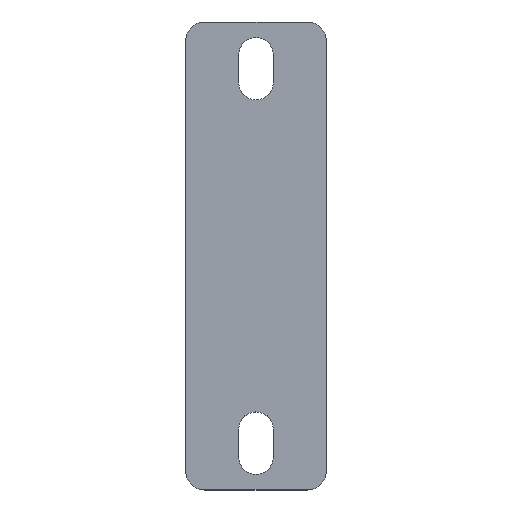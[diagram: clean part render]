
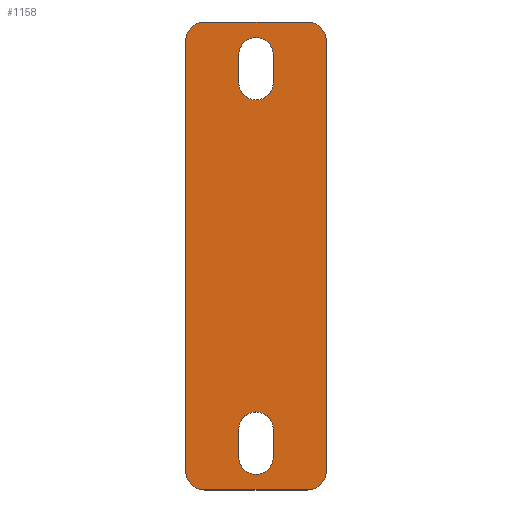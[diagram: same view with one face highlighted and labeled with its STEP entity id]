
A CAD part, top view. The second image highlights one B-rep face of the part: STEP entity #1158.
In plain terms, the highlighted planar face has unit normal (0, 0, 1).
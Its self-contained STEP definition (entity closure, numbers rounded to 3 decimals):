
#15 = FACE_BOUND ( 'NONE', #1439, .T. ) ;
#25 = VERTEX_POINT ( 'NONE', #1279 ) ;
#51 = LINE ( 'NONE', #136, #149 ) ;
#120 = DIRECTION ( 'NONE',  ( 0., 0., 1. ) ) ;
#136 = CARTESIAN_POINT ( 'NONE',  ( -22.5, 75., 4. ) ) ;
#149 = VECTOR ( 'NONE', #2798, 1000. ) ;
#152 = CARTESIAN_POINT ( 'NONE',  ( -16.5, -69., 4. ) ) ;
#158 = CARTESIAN_POINT ( 'NONE',  ( 5.5, -64.5, 4. ) ) ;
#165 = CARTESIAN_POINT ( 'NONE',  ( -5.5, 64.5, 4. ) ) ;
#170 = VERTEX_POINT ( 'NONE', #2368 ) ;
#214 = VERTEX_POINT ( 'NONE', #2903 ) ;
#221 = ORIENTED_EDGE ( 'NONE', *, *, #992, .F. ) ;
#253 = VERTEX_POINT ( 'NONE', #2245 ) ;
#279 = CIRCLE ( 'NONE', #2748, 6. ) ;
#299 = ORIENTED_EDGE ( 'NONE', *, *, #315, .F. ) ;
#309 = VERTEX_POINT ( 'NONE', #2028 ) ;
#315 = EDGE_CURVE ( 'NONE', #170, #1804, #2661, .T. ) ;
#335 = DIRECTION ( 'NONE',  ( 0., -1., 0. ) ) ;
#420 = DIRECTION ( 'NONE',  ( 1., 0., 0. ) ) ;
#511 = VERTEX_POINT ( 'NONE', #2495 ) ;
#513 = VERTEX_POINT ( 'NONE', #2231 ) ;
#546 = ORIENTED_EDGE ( 'NONE', *, *, #2697, .T. ) ;
#565 = CARTESIAN_POINT ( 'NONE',  ( 16.5, 69., 4. ) ) ;
#572 = EDGE_CURVE ( 'NONE', #253, #1713, #279, .T. ) ;
#638 = ORIENTED_EDGE ( 'NONE', *, *, #2564, .T. ) ;
#639 = FACE_BOUND ( 'NONE', #3212, .T. ) ;
#721 = ORIENTED_EDGE ( 'NONE', *, *, #870, .T. ) ;
#728 = VECTOR ( 'NONE', #875, 1000. ) ;
#729 = CARTESIAN_POINT ( 'NONE',  ( 22.5, -69., 4. ) ) ;
#768 = CARTESIAN_POINT ( 'NONE',  ( 0., -55.5, 4. ) ) ;
#816 = AXIS2_PLACEMENT_3D ( 'NONE', #3202, #1072, #2948 ) ;
#824 = DIRECTION ( 'NONE',  ( 1., 0., 0. ) ) ;
#850 = CARTESIAN_POINT ( 'NONE',  ( 5.5, -55.5, 4. ) ) ;
#870 = EDGE_CURVE ( 'NONE', #3123, #1904, #3276, .T. ) ;
#875 = DIRECTION ( 'NONE',  ( 0., 1., 0. ) ) ;
#917 = DIRECTION ( 'NONE',  ( 0., 0., 1. ) ) ;
#938 = CARTESIAN_POINT ( 'NONE',  ( 22.5, 69., 4. ) ) ;
#939 = ORIENTED_EDGE ( 'NONE', *, *, #3330, .F. ) ;
#943 = CARTESIAN_POINT ( 'NONE',  ( -5.5, 64.5, 4. ) ) ;
#992 = EDGE_CURVE ( 'NONE', #2187, #170, #1134, .T. ) ;
#998 = CARTESIAN_POINT ( 'NONE',  ( 5.5, 64.5, 4. ) ) ;
#1010 = EDGE_CURVE ( 'NONE', #309, #25, #2474, .T. ) ;
#1011 = DIRECTION ( 'NONE',  ( 0., 0., 1. ) ) ;
#1038 = DIRECTION ( 'NONE',  ( -1., 0., 0. ) ) ;
#1046 = VECTOR ( 'NONE', #1703, 1000. ) ;
#1072 = DIRECTION ( 'NONE',  ( 0., 0., 1. ) ) ;
#1088 = ORIENTED_EDGE ( 'NONE', *, *, #2515, .F. ) ;
#1095 = CARTESIAN_POINT ( 'NONE',  ( -16.5, 75., 4. ) ) ;
#1134 = CIRCLE ( 'NONE', #3058, 5.5 ) ;
#1158 = ADVANCED_FACE ( 'NONE', ( #15, #639, #2775 ), #2672, .T. ) ;
#1206 = DIRECTION ( 'NONE',  ( -1., 0., 0. ) ) ;
#1218 = DIRECTION ( 'NONE',  ( 0., -1., 0. ) ) ;
#1267 = CIRCLE ( 'NONE', #3267, 5.5 ) ;
#1279 = CARTESIAN_POINT ( 'NONE',  ( 5.5, 55.5, 4. ) ) ;
#1286 = CARTESIAN_POINT ( 'NONE',  ( 5.5, 64.5, 4. ) ) ;
#1439 = EDGE_LOOP ( 'NONE', ( #221, #939, #1628, #299 ) ) ;
#1458 = CARTESIAN_POINT ( 'NONE',  ( 16.5, -69., 4. ) ) ;
#1463 = CARTESIAN_POINT ( 'NONE',  ( -16.5, 69., 4. ) ) ;
#1523 = EDGE_CURVE ( 'NONE', #1904, #2273, #51, .T. ) ;
#1539 = EDGE_CURVE ( 'NONE', #513, #3123, #3384, .T. ) ;
#1544 = VECTOR ( 'NONE', #3173, 1000. ) ;
#1545 = VERTEX_POINT ( 'NONE', #938 ) ;
#1628 = ORIENTED_EDGE ( 'NONE', *, *, #2015, .F. ) ;
#1675 = CARTESIAN_POINT ( 'NONE',  ( -5.5, -64.5, 4. ) ) ;
#1698 = VERTEX_POINT ( 'NONE', #998 ) ;
#1703 = DIRECTION ( 'NONE',  ( 1., 0., 0. ) ) ;
#1713 = VERTEX_POINT ( 'NONE', #729 ) ;
#1714 = CARTESIAN_POINT ( 'NONE',  ( 0., -64.5, 4. ) ) ;
#1733 = DIRECTION ( 'NONE',  ( 1., 0., 0. ) ) ;
#1741 = DIRECTION ( 'NONE',  ( 1., 0., 0. ) ) ;
#1769 = LINE ( 'NONE', #2496, #1046 ) ;
#1804 = VERTEX_POINT ( 'NONE', #850 ) ;
#1824 = CARTESIAN_POINT ( 'NONE',  ( -22.5, -69., 4. ) ) ;
#1887 = EDGE_CURVE ( 'NONE', #1713, #1545, #2155, .T. ) ;
#1892 = ORIENTED_EDGE ( 'NONE', *, *, #2088, .F. ) ;
#1904 = VERTEX_POINT ( 'NONE', #3125 ) ;
#1922 = VECTOR ( 'NONE', #335, 1000. ) ;
#1950 = AXIS2_PLACEMENT_3D ( 'NONE', #2611, #1011, #2887 ) ;
#1959 = VECTOR ( 'NONE', #2834, 1000. ) ;
#1976 = AXIS2_PLACEMENT_3D ( 'NONE', #1463, #3347, #1741 ) ;
#1984 = ORIENTED_EDGE ( 'NONE', *, *, #572, .T. ) ;
#1988 = DIRECTION ( 'NONE',  ( -1., 0., 0. ) ) ;
#1993 = CIRCLE ( 'NONE', #2560, 6. ) ;
#2006 = CARTESIAN_POINT ( 'NONE',  ( -22.5, 75., 4. ) ) ;
#2015 = EDGE_CURVE ( 'NONE', #1804, #214, #1267, .T. ) ;
#2023 = DIRECTION ( 'NONE',  ( 0., 0., 1. ) ) ;
#2028 = CARTESIAN_POINT ( 'NONE',  ( -5.5, 55.5, 4. ) ) ;
#2062 = EDGE_CURVE ( 'NONE', #2273, #511, #1993, .T. ) ;
#2088 = EDGE_CURVE ( 'NONE', #2109, #309, #3240, .T. ) ;
#2100 = LINE ( 'NONE', #1286, #1544 ) ;
#2109 = VERTEX_POINT ( 'NONE', #165 ) ;
#2129 = AXIS2_PLACEMENT_3D ( 'NONE', #565, #2438, #824 ) ;
#2147 = ORIENTED_EDGE ( 'NONE', *, *, #1523, .T. ) ;
#2155 = LINE ( 'NONE', #2223, #728 ) ;
#2187 = VERTEX_POINT ( 'NONE', #2344 ) ;
#2223 = CARTESIAN_POINT ( 'NONE',  ( 22.5, 75., 4. ) ) ;
#2231 = CARTESIAN_POINT ( 'NONE',  ( 16.5, 75., 4. ) ) ;
#2245 = CARTESIAN_POINT ( 'NONE',  ( 16.5, -75., 4. ) ) ;
#2273 = VERTEX_POINT ( 'NONE', #1824 ) ;
#2344 = CARTESIAN_POINT ( 'NONE',  ( -5.5, -64.5, 4. ) ) ;
#2368 = CARTESIAN_POINT ( 'NONE',  ( 5.5, -64.5, 4. ) ) ;
#2438 = DIRECTION ( 'NONE',  ( 0., 0., 1. ) ) ;
#2465 = EDGE_CURVE ( 'NONE', #1698, #2109, #2894, .T. ) ;
#2474 = CIRCLE ( 'NONE', #2876, 5.5 ) ;
#2495 = CARTESIAN_POINT ( 'NONE',  ( -16.5, -75., 4. ) ) ;
#2496 = CARTESIAN_POINT ( 'NONE',  ( -22.5, -75., 4. ) ) ;
#2515 = EDGE_CURVE ( 'NONE', #25, #1698, #2100, .T. ) ;
#2523 = CARTESIAN_POINT ( 'NONE',  ( 0., 55.5, 4. ) ) ;
#2537 = VECTOR ( 'NONE', #1218, 1000. ) ;
#2560 = AXIS2_PLACEMENT_3D ( 'NONE', #152, #2023, #420 ) ;
#2564 = EDGE_CURVE ( 'NONE', #1545, #513, #3366, .T. ) ;
#2611 = CARTESIAN_POINT ( 'NONE',  ( 0., 64.5, 4. ) ) ;
#2639 = DIRECTION ( 'NONE',  ( 0., 0., 1. ) ) ;
#2651 = VECTOR ( 'NONE', #1206, 1000. ) ;
#2661 = LINE ( 'NONE', #158, #1959 ) ;
#2672 = PLANE ( 'NONE',  #816 ) ;
#2678 = ORIENTED_EDGE ( 'NONE', *, *, #1887, .T. ) ;
#2697 = EDGE_CURVE ( 'NONE', #511, #253, #1769, .T. ) ;
#2748 = AXIS2_PLACEMENT_3D ( 'NONE', #1458, #3338, #1733 ) ;
#2773 = ORIENTED_EDGE ( 'NONE', *, *, #1539, .T. ) ;
#2775 = FACE_OUTER_BOUND ( 'NONE', #3221, .T. ) ;
#2796 = DIRECTION ( 'NONE',  ( 1., 0., 0. ) ) ;
#2798 = DIRECTION ( 'NONE',  ( 0., -1., 0. ) ) ;
#2834 = DIRECTION ( 'NONE',  ( 0., 1., 0. ) ) ;
#2876 = AXIS2_PLACEMENT_3D ( 'NONE', #2523, #917, #2796 ) ;
#2887 = DIRECTION ( 'NONE',  ( 1., 0., 0. ) ) ;
#2894 = CIRCLE ( 'NONE', #1950, 5.5 ) ;
#2903 = CARTESIAN_POINT ( 'NONE',  ( -5.5, -55.5, 4. ) ) ;
#2948 = DIRECTION ( 'NONE',  ( 1., 0., 0. ) ) ;
#2969 = ORIENTED_EDGE ( 'NONE', *, *, #2062, .T. ) ;
#3058 = AXIS2_PLACEMENT_3D ( 'NONE', #1714, #120, #1988 ) ;
#3123 = VERTEX_POINT ( 'NONE', #1095 ) ;
#3125 = CARTESIAN_POINT ( 'NONE',  ( -22.5, 69., 4. ) ) ;
#3153 = ORIENTED_EDGE ( 'NONE', *, *, #2465, .F. ) ;
#3173 = DIRECTION ( 'NONE',  ( 0., 1., 0. ) ) ;
#3202 = CARTESIAN_POINT ( 'NONE',  ( 0., 0., 4. ) ) ;
#3212 = EDGE_LOOP ( 'NONE', ( #3153, #1088, #3235, #1892 ) ) ;
#3221 = EDGE_LOOP ( 'NONE', ( #546, #1984, #2678, #638, #2773, #721, #2147, #2969 ) ) ;
#3235 = ORIENTED_EDGE ( 'NONE', *, *, #1010, .F. ) ;
#3240 = LINE ( 'NONE', #943, #2537 ) ;
#3262 = LINE ( 'NONE', #1675, #1922 ) ;
#3267 = AXIS2_PLACEMENT_3D ( 'NONE', #768, #2639, #1038 ) ;
#3276 = CIRCLE ( 'NONE', #1976, 6. ) ;
#3330 = EDGE_CURVE ( 'NONE', #214, #2187, #3262, .T. ) ;
#3338 = DIRECTION ( 'NONE',  ( 0., 0., 1. ) ) ;
#3347 = DIRECTION ( 'NONE',  ( 0., 0., 1. ) ) ;
#3366 = CIRCLE ( 'NONE', #2129, 6. ) ;
#3384 = LINE ( 'NONE', #2006, #2651 ) ;
